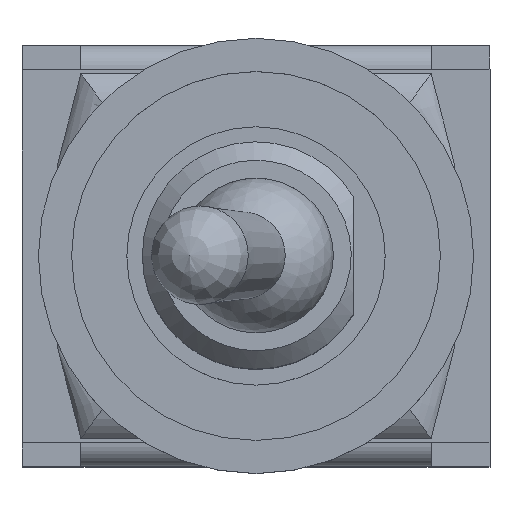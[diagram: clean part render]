
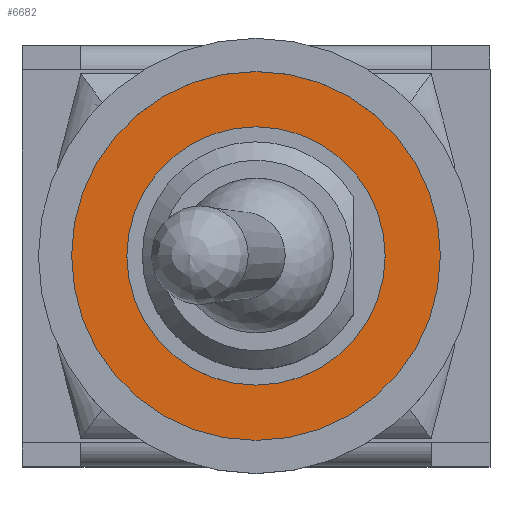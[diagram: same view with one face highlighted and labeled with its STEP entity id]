
A CAD part, top view. The second image highlights one B-rep face of the part: STEP entity #6682.
In plain terms, the highlighted planar face has unit normal (0, 0, 1).
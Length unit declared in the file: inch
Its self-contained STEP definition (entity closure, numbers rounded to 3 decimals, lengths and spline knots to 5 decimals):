
#48=FACE_BOUND('',#2550,.T.);
#143=PLANE('',#7267);
#2142=FACE_OUTER_BOUND('',#2549,.T.);
#2549=EDGE_LOOP('',(#5392));
#2550=EDGE_LOOP('',(#5393));
#2900=CIRCLE('',#7262,0.13799);
#2903=CIRCLE('',#7266,0.19705);
#3233=VERTEX_POINT('',#10416);
#3236=VERTEX_POINT('',#10424);
#4017=EDGE_CURVE('',#3233,#3233,#2900,.T.);
#4022=EDGE_CURVE('',#3236,#3236,#2903,.T.);
#5392=ORIENTED_EDGE('',*,*,#4022,.T.);
#5393=ORIENTED_EDGE('',*,*,#4017,.F.);
#6682=ADVANCED_FACE('',(#2142,#48),#143,.F.);
#7262=AXIS2_PLACEMENT_3D('',#10417,#8514,#8515);
#7266=AXIS2_PLACEMENT_3D('',#10426,#8524,#8525);
#7267=AXIS2_PLACEMENT_3D('',#10427,#8526,#8527);
#8514=DIRECTION('center_axis',(0.,0.,
1.));
#8515=DIRECTION('ref_axis',(1.,0.,0.));
#8524=DIRECTION('center_axis',(0.,0.,
1.));
#8525=DIRECTION('ref_axis',(1.,0.,0.));
#8526=DIRECTION('center_axis',(0.,0.,
-1.));
#8527=DIRECTION('ref_axis',(1.,0.,0.));
#10416=CARTESIAN_POINT('',(-0.13799,0.,0.39921));
#10417=CARTESIAN_POINT('Origin',(0.,0.,
0.39921));
#10424=CARTESIAN_POINT('',(-0.19705,0.,0.39921));
#10426=CARTESIAN_POINT('Origin',(0.,0.,
0.39921));
#10427=CARTESIAN_POINT('Origin',(0.,0.,
0.39921));
